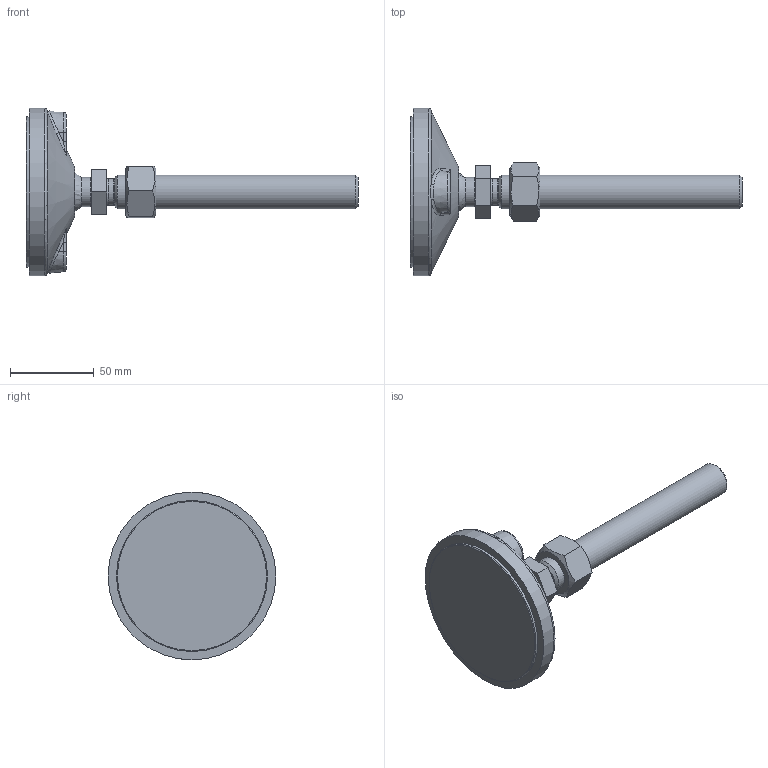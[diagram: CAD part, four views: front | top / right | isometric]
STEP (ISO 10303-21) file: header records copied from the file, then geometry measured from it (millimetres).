
FILE_DESCRIPTION(/* description */ (''),/* implementation_level */ '2;1');
FILE_NAME(/* name */ '419920.1a.stp',/* time_stamp */ '2019-08-10T10:31:11+02:00',/* author */ ('Swarna'),/* organization */ ('Alutec K&K'),/* preprocessor_version */ 'ST-DEVELOPER v17',/* originating_system */ 'Autodesk Inventor 2018',/* authorisation */ '');
FILE_SCHEMA (('AUTOMOTIVE_DESIGN { 1 0 10303 214 3 1 1 }'));
Length unit declared in the file: millimetre
Products named in the file (4): 419920.1a; 419920.1-1; ISO4032_M20_N; 4721-154-419916_1
Assembly tree (3 placements, depth 2):
  419920.1a
    419920.1-1
    ISO4032_M20_N
    4721-154-419916_1
Bounding box: 198 x 100 x 100 mm (x, y, z)
Volume: 175135.7 mm3; surface area: 62651.5 mm2
Topology: 4 solids, 4 shells, 152 faces, 433 edges, 276 vertices
Faces by surface type: plane 81, cylinder 28, cone 17, bspline 14, torus 9, sphere 3
Full cylindrical faces by diameter (mm): 10 x2, 13 x2, 16 x1, 17.294 x1, 17.5 x1, 20 x2, 90 x2, 100 x1
Entity records: 6109 total; most frequent: CARTESIAN_POINT 1915, ORIENTED_EDGE 858, DIRECTION 817, EDGE_CURVE 429, AXIS2_PLACEMENT_3D 323, VERTEX_POINT 276, CIRCLE 178, LINE 171
